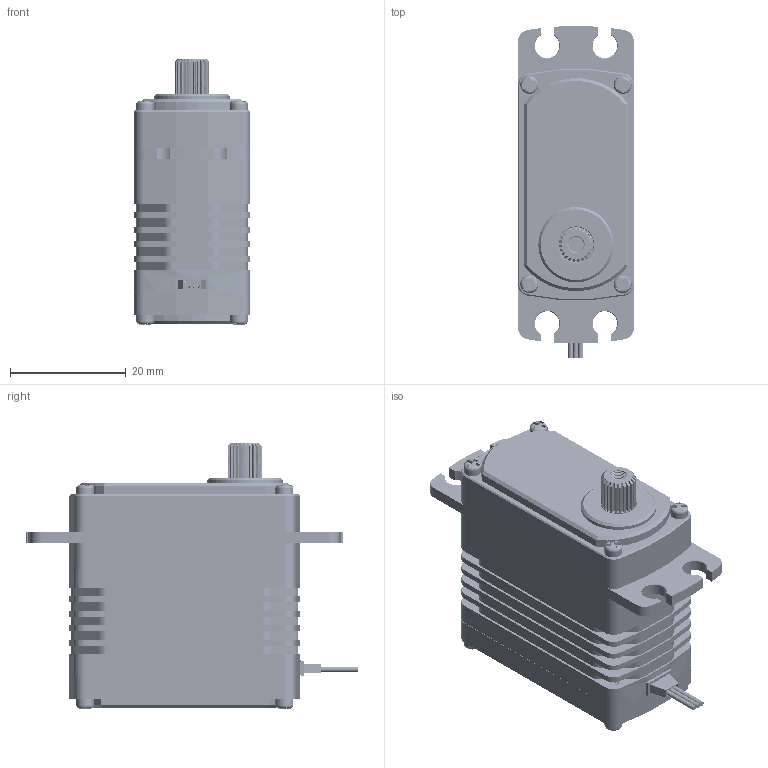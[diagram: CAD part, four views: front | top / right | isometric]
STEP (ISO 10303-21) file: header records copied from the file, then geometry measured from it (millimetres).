
FILE_DESCRIPTION (( 'STEP AP203' ), '1' );
FILE_NAME ('HBL830淕极耀倰俋夤.STEP', '2022-08-05T01:11:12', ( '' ), ( '' ), 'SwSTEP 2.0', 'SolidWorks 2018', '' );
FILE_SCHEMA (( 'CONFIG_CONTROL_DESIGN' ));
Length unit declared in the file: millimetre
Products named in the file (10): HBL830堤諳盄杶俋夤; 盄俋夤; HBL830淕极耀倰俋夤; HBL830笢褲俋夤; HBL830怀堤喘謫33X0.5俋夤; HBL830奻褲俋夤; HBL830  M1.9X5 (俋夤); HBL830菁褲俋夤; 呿蹋杶俋夤; HBL830  M1.9俋夤
Assembly tree (18 placements, depth 2):
  HBL830淕极耀倰俋夤
    HBL830奻褲俋夤
    HBL830菁褲俋夤
    呿蹋杶俋夤  x2
    HBL830  M1.9X5 (俋夤)  x4
    HBL830  M1.9俋夤  x4
    HBL830堤諳盄杶俋夤
    HBL830笢褲俋夤
    盄俋夤  x3
    HBL830怀堤喘謫33X0.5俋夤
Bounding box: 20.09 x 57.25 x 45.75 mm (x, y, z)
Volume: 23216 mm3; surface area: 14712.9 mm2
Topology: 18 solids, 18 shells, 1989 faces, 5654 edges, 3735 vertices
Faces by surface type: cylinder 1311, plane 469, bspline 121, cone 66, torus 22
Full cylindrical faces by diameter (mm): 1.9 x4
Entity records: 89970 total; most frequent: CARTESIAN_POINT 56721, ORIENTED_EDGE 7950, DIRECTION 5527, EDGE_CURVE 3975, VERTEX_POINT 2625, AXIS2_PLACEMENT_3D 1929, VECTOR 1669, LINE 1669
